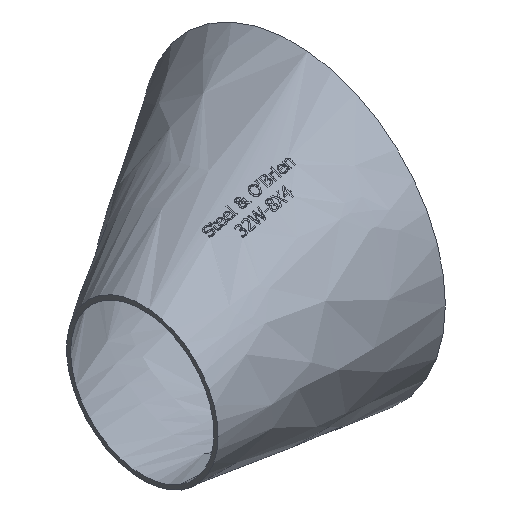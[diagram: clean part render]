
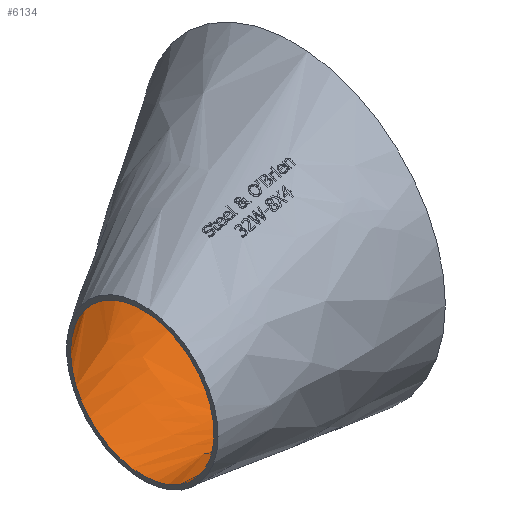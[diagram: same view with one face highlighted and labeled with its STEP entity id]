
A CAD part, isometric view. The second image highlights one B-rep face of the part: STEP entity #6134.
In plain terms, the highlighted free-form (B-spline) face has degree [1, 2] with [2, 9] control points.
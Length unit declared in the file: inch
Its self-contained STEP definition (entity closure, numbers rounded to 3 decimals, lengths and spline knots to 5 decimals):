
#24=(
BOUNDED_SURFACE()
B_SPLINE_SURFACE(1,2,((#14209,#14210,#14211,#14212,#14213,#14214,#14215,
#14216,#14217),(#14218,#14219,#14220,#14221,#14222,#14223,#14224,#14225,
#14226)),.UNSPECIFIED.,.F.,.T.,.F.)
B_SPLINE_SURFACE_WITH_KNOTS((2,2),(3,2,2,2,3),(-0.30711,1.8448),
(-3.14159,-1.5708,0.,1.5708,3.14159),
 .UNSPECIFIED.)
GEOMETRIC_REPRESENTATION_ITEM()
RATIONAL_B_SPLINE_SURFACE(((1.,0.707,1.,0.707,1.,
0.707,1.,0.707,1.),(1.,0.707,1.,0.707,
1.,0.707,1.,0.707,1.)))
REPRESENTATION_ITEM('')
SURFACE()
);
#82=CIRCLE('',#6360,3.891);
#83=CIRCLE('',#6361,3.891);
#84=CIRCLE('',#6362,1.891);
#85=CIRCLE('',#6363,1.891);
#1313=FACE_OUTER_BOUND('',#1686,.T.);
#1686=EDGE_LOOP('',(#5565,#5566,#5567,#5568,#5569,#5570));
#2168=B_SPLINE_CURVE_WITH_KNOTS('',1,(#14232,#14233),.UNSPECIFIED.,.F.,
 .F.,(2,2),(0.02776,1.71114),.UNSPECIFIED.);
#2787=VERTEX_POINT('',#14227);
#2788=VERTEX_POINT('',#14228);
#2789=VERTEX_POINT('',#14231);
#2790=VERTEX_POINT('',#14234);
#3717=EDGE_CURVE('',#2787,#2788,#82,.T.);
#3718=EDGE_CURVE('',#2788,#2787,#83,.T.);
#3719=EDGE_CURVE('',#2788,#2789,#2168,.T.);
#3720=EDGE_CURVE('',#2790,#2789,#84,.T.);
#3721=EDGE_CURVE('',#2789,#2790,#85,.T.);
#5565=ORIENTED_EDGE('',*,*,#3717,.F.);
#5566=ORIENTED_EDGE('',*,*,#3718,.F.);
#5567=ORIENTED_EDGE('',*,*,#3719,.T.);
#5568=ORIENTED_EDGE('',*,*,#3720,.F.);
#5569=ORIENTED_EDGE('',*,*,#3721,.F.);
#5570=ORIENTED_EDGE('',*,*,#3719,.F.);
#6134=ADVANCED_FACE('',(#1313),#24,.T.);
#6360=AXIS2_PLACEMENT_3D('',#14229,#7123,#7124);
#6361=AXIS2_PLACEMENT_3D('',#14230,#7125,#7126);
#6362=AXIS2_PLACEMENT_3D('',#14235,#7127,#7128);
#6363=AXIS2_PLACEMENT_3D('',#14236,#7129,#7130);
#7123=DIRECTION('center_axis',(-1.,0.,0.));
#7124=DIRECTION('ref_axis',(0.,-0.092,-0.996));
#7125=DIRECTION('center_axis',(-1.,0.,0.));
#7126=DIRECTION('ref_axis',(0.,-0.092,-0.996));
#7127=DIRECTION('center_axis',(1.,0.,0.));
#7128=DIRECTION('ref_axis',(0.,-0.092,-0.996));
#7129=DIRECTION('center_axis',(1.,0.,0.));
#7130=DIRECTION('ref_axis',(0.,-0.092,-0.996));
#14209=CARTESIAN_POINT('Ctrl Pts',(7.19355,2.00468,4.27079));
#14210=CARTESIAN_POINT('Ctrl Pts',(6.01404,5.90036,4.27079));
#14211=CARTESIAN_POINT('Ctrl Pts',(6.01404,5.90036,0.));
#14212=CARTESIAN_POINT('Ctrl Pts',(6.01404,5.90036,-4.27079));
#14213=CARTESIAN_POINT('Ctrl Pts',(7.19355,2.00468,-4.27079));
#14214=CARTESIAN_POINT('Ctrl Pts',(8.37307,-1.891,-4.27079));
#14215=CARTESIAN_POINT('Ctrl Pts',(8.37307,-1.891,0.));
#14216=CARTESIAN_POINT('Ctrl Pts',(8.37307,-1.891,4.27079));
#14217=CARTESIAN_POINT('Ctrl Pts',(7.19355,2.00468,4.27079));
#14218=CARTESIAN_POINT('Ctrl Pts',(-0.47639,-0.31759,
1.72491));
#14219=CARTESIAN_POINT('Ctrl Pts',(-0.95278,1.25581,
1.72491));
#14220=CARTESIAN_POINT('Ctrl Pts',(-0.95278,1.25581,
0.));
#14221=CARTESIAN_POINT('Ctrl Pts',(-0.95278,1.25581,
-1.72491));
#14222=CARTESIAN_POINT('Ctrl Pts',(-0.47639,-0.31759,
-1.72491));
#14223=CARTESIAN_POINT('Ctrl Pts',(0.,-1.891,-1.72491));
#14224=CARTESIAN_POINT('Ctrl Pts',(0.,-1.891,0.));
#14225=CARTESIAN_POINT('Ctrl Pts',(0.,-1.891,1.72491));
#14226=CARTESIAN_POINT('Ctrl Pts',(-0.47639,-0.31759,
1.72491));
#14227=CARTESIAN_POINT('',(6.,-1.891,0.));
#14228=CARTESIAN_POINT('',(6.,1.6433,3.87462));
#14229=CARTESIAN_POINT('Origin',(6.,2.,0.));
#14230=CARTESIAN_POINT('Origin',(6.,2.,0.));
#14231=CARTESIAN_POINT('',(0.,-0.17335,1.88304));
#14232=CARTESIAN_POINT('Ctrl Pts',(6.,1.6433,3.87462));
#14233=CARTESIAN_POINT('Ctrl Pts',(0.,-0.17335,
1.88304));
#14234=CARTESIAN_POINT('',(0.,-1.891,0.));
#14235=CARTESIAN_POINT('Origin',(0.,0.,0.));
#14236=CARTESIAN_POINT('Origin',(0.,0.,0.));
